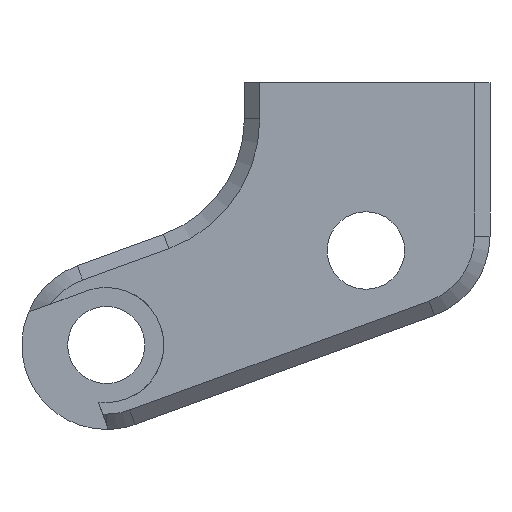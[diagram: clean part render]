
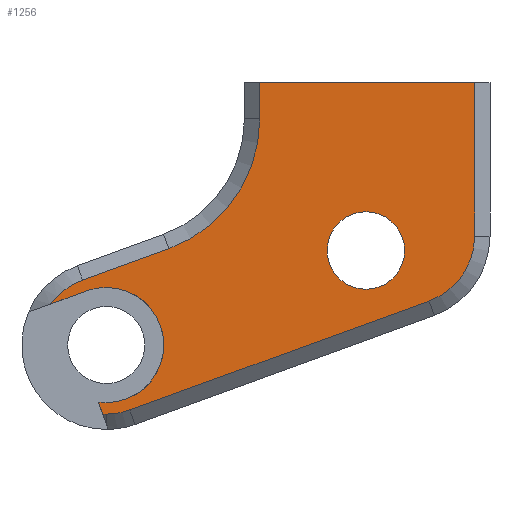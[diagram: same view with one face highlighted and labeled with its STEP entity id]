
A CAD part, front view. The second image highlights one B-rep face of the part: STEP entity #1256.
In plain terms, the highlighted planar face has unit normal (0, -1, 0).
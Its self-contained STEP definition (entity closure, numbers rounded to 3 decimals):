
#6 = VERTEX_POINT ( 'NONE', #807 ) ;
#19 = ORIENTED_EDGE ( 'NONE', *, *, #388, .F. ) ;
#30 = DIRECTION ( 'NONE',  ( -1., 0., 0. ) ) ;
#38 = CARTESIAN_POINT ( 'NONE',  ( -19.5, 0., -10.847 ) ) ;
#39 = EDGE_CURVE ( 'NONE', #258, #1538, #310, .T. ) ;
#56 = ORIENTED_EDGE ( 'NONE', *, *, #1669, .F. ) ;
#66 = AXIS2_PLACEMENT_3D ( 'NONE', #375, #2105, #1566 ) ;
#88 = DIRECTION ( 'NONE',  ( 0., 0., -1. ) ) ;
#94 = EDGE_CURVE ( 'NONE', #1054, #1185, #2016, .T. ) ;
#152 = CIRCLE ( 'NONE', #1682, 4.5 ) ;
#172 = ORIENTED_EDGE ( 'NONE', *, *, #675, .F. ) ;
#179 = DIRECTION ( 'NONE',  ( 0.94, 0., 0.342 ) ) ;
#195 = LINE ( 'NONE', #1721, #2164 ) ;
#196 = EDGE_CURVE ( 'NONE', #6, #255, #1315, .T. ) ;
#208 = CARTESIAN_POINT ( 'NONE',  ( -19.007, 0., -13.569 ) ) ;
#212 = EDGE_LOOP ( 'NONE', ( #2008, #1854, #2125, #225, #56, #1276, #1094, #172, #508, #19, #2081, #322, #1998, #2093, #231 ) ) ;
#216 = EDGE_CURVE ( 'NONE', #1185, #469, #195, .T. ) ;
#225 = ORIENTED_EDGE ( 'NONE', *, *, #1162, .F. ) ;
#231 = ORIENTED_EDGE ( 'NONE', *, *, #2012, .F. ) ;
#255 = VERTEX_POINT ( 'NONE', #2114 ) ;
#258 = VERTEX_POINT ( 'NONE', #1539 ) ;
#271 = FACE_OUTER_BOUND ( 'NONE', #212, .T. ) ;
#293 = EDGE_CURVE ( 'NONE', #2026, #469, #884, .T. ) ;
#310 = CIRCLE ( 'NONE', #599, 4.5 ) ;
#311 = VERTEX_POINT ( 'NONE', #1558 ) ;
#322 = ORIENTED_EDGE ( 'NONE', *, *, #216, .F. ) ;
#344 = AXIS2_PLACEMENT_3D ( 'NONE', #895, #1904, #882 ) ;
#375 = CARTESIAN_POINT ( 'NONE',  ( -19.5, 0., -7.097 ) ) ;
#388 = EDGE_CURVE ( 'NONE', #2026, #258, #1359, .T. ) ;
#401 = DIRECTION ( 'NONE',  ( 0., 1., 0. ) ) ;
#409 = DIRECTION ( 'NONE',  ( 0., -1., 0. ) ) ;
#413 = CARTESIAN_POINT ( 'NONE',  ( -21.039, 0., -2.869 ) ) ;
#416 = DIRECTION ( 'NONE',  ( 0., 1., 0. ) ) ;
#443 = EDGE_CURVE ( 'NONE', #255, #6, #1279, .T. ) ;
#469 = VERTEX_POINT ( 'NONE', #1297 ) ;
#490 = DIRECTION ( 'NONE',  ( 0., 0., -1. ) ) ;
#508 = ORIENTED_EDGE ( 'NONE', *, *, #39, .F. ) ;
#520 = AXIS2_PLACEMENT_3D ( 'NONE', #1320, #1993, #2173 ) ;
#531 = DIRECTION ( 'NONE',  ( 0., 0., 1. ) ) ;
#540 = CARTESIAN_POINT ( 'NONE',  ( -20.783, 0., -3.574 ) ) ;
#553 = DIRECTION ( 'NONE',  ( -0.94, 0., -0.342 ) ) ;
#561 = VERTEX_POINT ( 'NONE', #1984 ) ;
#566 = DIRECTION ( 'NONE',  ( -0.94, 0., -0.342 ) ) ;
#599 = AXIS2_PLACEMENT_3D ( 'NONE', #1950, #416, #88 ) ;
#658 = VECTOR ( 'NONE', #179, 1000. ) ;
#674 = EDGE_CURVE ( 'NONE', #1617, #561, #1813, .T. ) ;
#675 = EDGE_CURVE ( 'NONE', #1538, #1617, #1091, .T. ) ;
#700 = CARTESIAN_POINT ( 'NONE',  ( -10.5, 0., 10. ) ) ;
#734 = EDGE_CURVE ( 'NONE', #758, #881, #1731, .T. ) ;
#749 = EDGE_CURVE ( 'NONE', #561, #1670, #1139, .T. ) ;
#758 = VERTEX_POINT ( 'NONE', #540 ) ;
#771 = VECTOR ( 'NONE', #2107, 1000. ) ;
#777 = CARTESIAN_POINT ( 'NONE',  ( -9.5, 0., 7.633 ) ) ;
#807 = CARTESIAN_POINT ( 'NONE',  ( -2.586, 0., 1.584 ) ) ;
#818 = AXIS2_PLACEMENT_3D ( 'NONE', #1362, #822, #490 ) ;
#822 = DIRECTION ( 'NONE',  ( 0., -1., 0. ) ) ;
#860 = DIRECTION ( 'NONE',  ( 0., 0., -1. ) ) ;
#881 = VERTEX_POINT ( 'NONE', #2128 ) ;
#882 = DIRECTION ( 'NONE',  ( 0., 0., -1. ) ) ;
#884 = LINE ( 'NONE', #700, #989 ) ;
#895 = CARTESIAN_POINT ( 'NONE',  ( -2.586, 0., -0.941 ) ) ;
#909 = CARTESIAN_POINT ( 'NONE',  ( 1.539, 0., -4.229 ) ) ;
#915 = DIRECTION ( 'NONE',  ( 0., 0., -1. ) ) ;
#927 = CARTESIAN_POINT ( 'NONE',  ( -17.961, 0., -11.326 ) ) ;
#943 = DIRECTION ( 'NONE',  ( 0., -1., 0. ) ) ;
#949 = AXIS2_PLACEMENT_3D ( 'NONE', #1087, #409, #1766 ) ;
#964 = EDGE_CURVE ( 'NONE', #1710, #758, #1989, .T. ) ;
#989 = VECTOR ( 'NONE', #30, 1000. ) ;
#1054 = VERTEX_POINT ( 'NONE', #1997 ) ;
#1080 = CARTESIAN_POINT ( 'NONE',  ( -19.727, 0., -11.592 ) ) ;
#1083 = CARTESIAN_POINT ( 'NONE',  ( -2.586, 0., -0.941 ) ) ;
#1084 = LINE ( 'NONE', #208, #771 ) ;
#1087 = CARTESIAN_POINT ( 'NONE',  ( -19.5, 0., -7.097 ) ) ;
#1091 = LINE ( 'NONE', #927, #1596 ) ;
#1094 = ORIENTED_EDGE ( 'NONE', *, *, #674, .F. ) ;
#1101 = VECTOR ( 'NONE', #860, 1000. ) ;
#1125 = CIRCLE ( 'NONE', #949, 3.75 ) ;
#1139 = CIRCLE ( 'NONE', #2022, 4.5 ) ;
#1157 = CIRCLE ( 'NONE', #1443, 3.75 ) ;
#1162 = EDGE_CURVE ( 'NONE', #311, #1728, #1125, .T. ) ;
#1185 = VERTEX_POINT ( 'NONE', #777 ) ;
#1186 = DIRECTION ( 'NONE',  ( 0., 1., 0. ) ) ;
#1256 = ADVANCED_FACE ( 'NONE', ( #1967, #271 ), #1788, .F. ) ;
#1263 = DIRECTION ( 'NONE',  ( 0., 0., -1. ) ) ;
#1276 = ORIENTED_EDGE ( 'NONE', *, *, #749, .F. ) ;
#1279 = CIRCLE ( 'NONE', #2199, 2.525 ) ;
#1288 = CARTESIAN_POINT ( 'NONE',  ( -17.961, 0., -11.326 ) ) ;
#1297 = CARTESIAN_POINT ( 'NONE',  ( -9.5, 0., 10. ) ) ;
#1311 = DIRECTION ( 'NONE',  ( 0., 0., -1. ) ) ;
#1315 = CIRCLE ( 'NONE', #344, 2.525 ) ;
#1320 = CARTESIAN_POINT ( 'NONE',  ( -18.5, 0., 7.633 ) ) ;
#1359 = LINE ( 'NONE', #2037, #1101 ) ;
#1362 = CARTESIAN_POINT ( 'NONE',  ( -19.5, 0., -7.097 ) ) ;
#1429 = CARTESIAN_POINT ( 'NONE',  ( -19.5, 0., -7.097 ) ) ;
#1431 = CARTESIAN_POINT ( 'NONE',  ( -19.5, 0., -7.097 ) ) ;
#1443 = AXIS2_PLACEMENT_3D ( 'NONE', #1429, #943, #1263 ) ;
#1463 = DIRECTION ( 'NONE',  ( 0., 1., 0. ) ) ;
#1484 = CARTESIAN_POINT ( 'NONE',  ( 4.5, 0., 10. ) ) ;
#1506 = AXIS2_PLACEMENT_3D ( 'NONE', #1431, #1463, #1311 ) ;
#1538 = VERTEX_POINT ( 'NONE', #909 ) ;
#1539 = CARTESIAN_POINT ( 'NONE',  ( 4.5, 0., 0. ) ) ;
#1558 = CARTESIAN_POINT ( 'NONE',  ( -20.01, 0., -10.813 ) ) ;
#1566 = DIRECTION ( 'NONE',  ( 0., 0., -1. ) ) ;
#1596 = VECTOR ( 'NONE', #553, 1000. ) ;
#1600 = CARTESIAN_POINT ( 'NONE',  ( -19.5, 0., -7.097 ) ) ;
#1615 = EDGE_CURVE ( 'NONE', #1728, #1710, #1157, .T. ) ;
#1617 = VERTEX_POINT ( 'NONE', #1288 ) ;
#1658 = ORIENTED_EDGE ( 'NONE', *, *, #443, .F. ) ;
#1664 = CARTESIAN_POINT ( 'NONE',  ( -19.5, 0., -7.097 ) ) ;
#1669 = EDGE_CURVE ( 'NONE', #1670, #311, #1084, .T. ) ;
#1670 = VERTEX_POINT ( 'NONE', #1080 ) ;
#1682 = AXIS2_PLACEMENT_3D ( 'NONE', #1664, #1186, #1853 ) ;
#1710 = VERTEX_POINT ( 'NONE', #1901 ) ;
#1721 = CARTESIAN_POINT ( 'NONE',  ( -9.5, 0., -7.097 ) ) ;
#1728 = VERTEX_POINT ( 'NONE', #38 ) ;
#1731 = LINE ( 'NONE', #1755, #1843 ) ;
#1755 = CARTESIAN_POINT ( 'NONE',  ( -20.783, 0., -3.574 ) ) ;
#1762 = DIRECTION ( 'NONE',  ( 0., -1., 0. ) ) ;
#1766 = DIRECTION ( 'NONE',  ( 0., 0., -1. ) ) ;
#1788 = PLANE ( 'NONE',  #1506 ) ;
#1789 = EDGE_CURVE ( 'NONE', #1906, #1054, #1936, .T. ) ;
#1813 = CIRCLE ( 'NONE', #66, 4.5 ) ;
#1843 = VECTOR ( 'NONE', #566, 1000. ) ;
#1853 = DIRECTION ( 'NONE',  ( 0., 0., -1. ) ) ;
#1854 = ORIENTED_EDGE ( 'NONE', *, *, #964, .F. ) ;
#1886 = EDGE_LOOP ( 'NONE', ( #2013, #1658 ) ) ;
#1901 = CARTESIAN_POINT ( 'NONE',  ( -19.5, 0., -3.347 ) ) ;
#1904 = DIRECTION ( 'NONE',  ( 0., -1., 0. ) ) ;
#1906 = VERTEX_POINT ( 'NONE', #1982 ) ;
#1936 = LINE ( 'NONE', #413, #658 ) ;
#1940 = DIRECTION ( 'NONE',  ( 0., 0., -1. ) ) ;
#1950 = CARTESIAN_POINT ( 'NONE',  ( 0., 0., 0. ) ) ;
#1967 = FACE_BOUND ( 'NONE', #1886, .T. ) ;
#1982 = CARTESIAN_POINT ( 'NONE',  ( -21.039, 0., -2.869 ) ) ;
#1984 = CARTESIAN_POINT ( 'NONE',  ( -19.5, 0., -11.597 ) ) ;
#1989 = CIRCLE ( 'NONE', #818, 3.75 ) ;
#1993 = DIRECTION ( 'NONE',  ( 0., -1., 0. ) ) ;
#1997 = CARTESIAN_POINT ( 'NONE',  ( -15.422, 0., -0.824 ) ) ;
#1998 = ORIENTED_EDGE ( 'NONE', *, *, #94, .F. ) ;
#2008 = ORIENTED_EDGE ( 'NONE', *, *, #734, .F. ) ;
#2012 = EDGE_CURVE ( 'NONE', #881, #1906, #152, .T. ) ;
#2013 = ORIENTED_EDGE ( 'NONE', *, *, #196, .F. ) ;
#2016 = CIRCLE ( 'NONE', #520, 9. ) ;
#2022 = AXIS2_PLACEMENT_3D ( 'NONE', #1600, #401, #915 ) ;
#2026 = VERTEX_POINT ( 'NONE', #1484 ) ;
#2037 = CARTESIAN_POINT ( 'NONE',  ( 4.5, 0., -7.097 ) ) ;
#2081 = ORIENTED_EDGE ( 'NONE', *, *, #293, .T. ) ;
#2093 = ORIENTED_EDGE ( 'NONE', *, *, #1789, .F. ) ;
#2105 = DIRECTION ( 'NONE',  ( 0., 1., 0. ) ) ;
#2107 = DIRECTION ( 'NONE',  ( -0.342, 0., 0.94 ) ) ;
#2114 = CARTESIAN_POINT ( 'NONE',  ( -2.586, 0., -3.466 ) ) ;
#2125 = ORIENTED_EDGE ( 'NONE', *, *, #1615, .F. ) ;
#2128 = CARTESIAN_POINT ( 'NONE',  ( -23.12, 0., -4.424 ) ) ;
#2164 = VECTOR ( 'NONE', #531, 1000. ) ;
#2173 = DIRECTION ( 'NONE',  ( 0., 0., -1. ) ) ;
#2199 = AXIS2_PLACEMENT_3D ( 'NONE', #1083, #1762, #1940 ) ;
